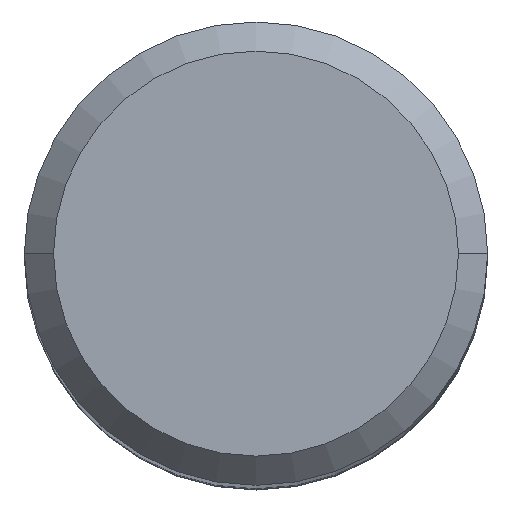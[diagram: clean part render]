
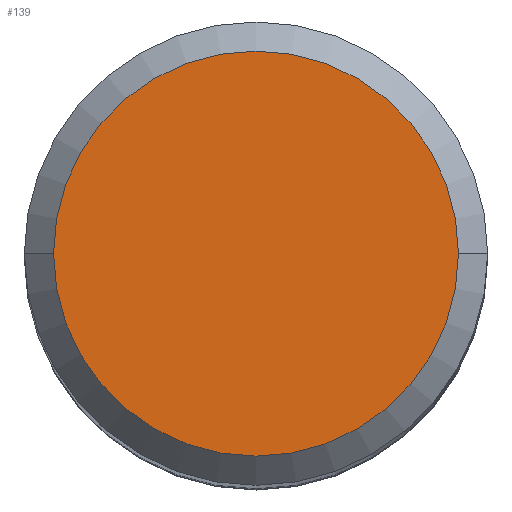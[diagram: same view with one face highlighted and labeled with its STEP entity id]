
A CAD part, top view. The second image highlights one B-rep face of the part: STEP entity #139.
In plain terms, the highlighted planar face has unit normal (0, 0, 1).
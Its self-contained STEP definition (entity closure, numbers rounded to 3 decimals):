
#30=PLANE('',#1025);
#139=ADVANCED_FACE('',(#196),#30,.F.);
#196=FACE_OUTER_BOUND('',#244,.T.);
#244=EDGE_LOOP('',(#415,#416,#417,#418));
#415=ORIENTED_EDGE('',*,*,#631,.F.);
#416=ORIENTED_EDGE('',*,*,#630,.F.);
#417=ORIENTED_EDGE('',*,*,#632,.F.);
#418=ORIENTED_EDGE('',*,*,#633,.F.);
#527=VERTEX_POINT('',#2354);
#528=VERTEX_POINT('',#2356);
#529=VERTEX_POINT('',#2358);
#530=VERTEX_POINT('',#2362);
#630=EDGE_CURVE('',#528,#529,#759,.T.);
#631=EDGE_CURVE('',#529,#527,#760,.T.);
#632=EDGE_CURVE('',#530,#528,#761,.T.);
#633=EDGE_CURVE('',#527,#530,#762,.T.);
#759=CIRCLE('',#1020,8.325);
#760=CIRCLE('',#1021,8.325);
#761=CIRCLE('',#1023,8.325);
#762=CIRCLE('',#1024,8.325);
#1020=AXIS2_PLACEMENT_3D('',#2357,#1252,#1253);
#1021=AXIS2_PLACEMENT_3D('',#2359,#1254,#1255);
#1023=AXIS2_PLACEMENT_3D('',#2361,#1258,#1259);
#1024=AXIS2_PLACEMENT_3D('',#2363,#1260,#1261);
#1025=AXIS2_PLACEMENT_3D('',#2364,#1262,#1263);
#1252=DIRECTION('',(0.,0.,-1.));
#1253=DIRECTION('',(-1.,0.,0.));
#1254=DIRECTION('',(0.,0.,-1.));
#1255=DIRECTION('',(0.,1.,0.));
#1258=DIRECTION('',(0.,0.,-1.));
#1259=DIRECTION('',(0.,-1.,0.));
#1260=DIRECTION('',(0.,0.,-1.));
#1261=DIRECTION('',(1.,0.,0.));
#1262=DIRECTION('',(0.,0.,-1.));
#1263=DIRECTION('',(-1.,0.,0.));
#2354=CARTESIAN_POINT('',(8.325,0.,0.));
#2356=CARTESIAN_POINT('',(-8.325,0.,0.));
#2357=CARTESIAN_POINT('',(0.,0.,0.));
#2358=CARTESIAN_POINT('',(0.,8.325,0.));
#2359=CARTESIAN_POINT('',(0.,0.,0.));
#2361=CARTESIAN_POINT('',(0.,0.,0.));
#2362=CARTESIAN_POINT('',(0.,-8.325,0.));
#2363=CARTESIAN_POINT('',(0.,0.,0.));
#2364=CARTESIAN_POINT('',(0.,0.,0.));
